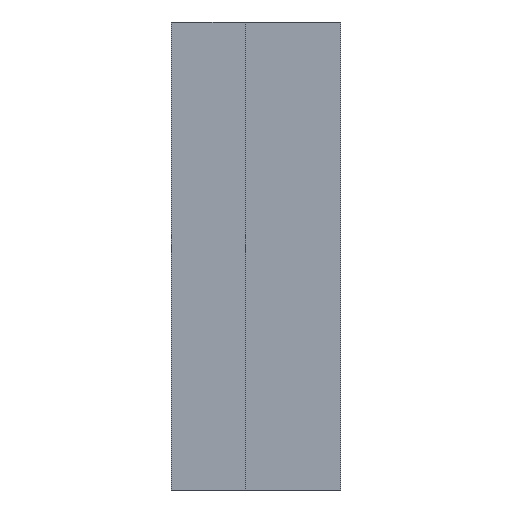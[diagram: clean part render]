
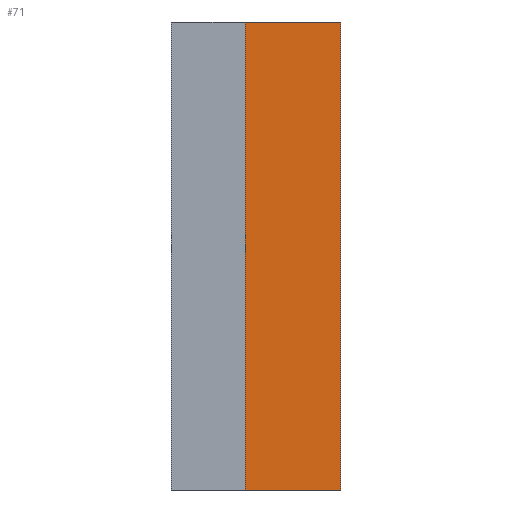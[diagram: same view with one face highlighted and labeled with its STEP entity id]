
A CAD part, front view. The second image highlights one B-rep face of the part: STEP entity #71.
In plain terms, the highlighted planar face has unit normal (0, -1, 0).
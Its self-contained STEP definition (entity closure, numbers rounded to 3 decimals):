
#71=ADVANCED_FACE('',(#127),#99,.F.);
#99=PLANE('',#592);
#127=FACE_OUTER_BOUND('',#155,.T.);
#155=EDGE_LOOP('',(#268,#269,#270,#271));
#268=ORIENTED_EDGE('',*,*,#412,.T.);
#269=ORIENTED_EDGE('',*,*,#413,.F.);
#270=ORIENTED_EDGE('',*,*,#414,.F.);
#271=ORIENTED_EDGE('',*,*,#411,.F.);
#340=VERTEX_POINT('',#831);
#347=VERTEX_POINT('',#844);
#348=VERTEX_POINT('',#848);
#349=VERTEX_POINT('',#850);
#411=EDGE_CURVE('',#347,#340,#483,.T.);
#412=EDGE_CURVE('',#347,#348,#484,.T.);
#413=EDGE_CURVE('',#349,#348,#485,.T.);
#414=EDGE_CURVE('',#340,#349,#486,.T.);
#483=LINE('',#845,#555);
#484=LINE('',#847,#556);
#485=LINE('',#849,#557);
#486=LINE('',#851,#558);
#555=VECTOR('',#694,1.);
#556=VECTOR('',#697,1.);
#557=VECTOR('',#698,1.);
#558=VECTOR('',#699,1.);
#592=AXIS2_PLACEMENT_3D('',#852,#700,#701);
#694=DIRECTION('',(0.,0.,-1.));
#697=DIRECTION('',(-1.,0.,0.));
#698=DIRECTION('',(0.,0.,1.));
#699=DIRECTION('',(-1.,0.,0.));
#700=DIRECTION('',(0.,1.,0.));
#701=DIRECTION('',(-1.,0.,0.));
#831=CARTESIAN_POINT('',(25.4,-12.5,-62.5));
#844=CARTESIAN_POINT('',(25.4,-12.5,62.5));
#845=CARTESIAN_POINT('',(25.4,-12.5,62.5));
#847=CARTESIAN_POINT('',(25.,-12.5,62.5));
#848=CARTESIAN_POINT('',(0.,-12.5,62.5));
#849=CARTESIAN_POINT('',(0.,-12.5,62.5));
#850=CARTESIAN_POINT('',(0.,-12.5,-62.5));
#851=CARTESIAN_POINT('',(25.,-12.5,-62.5));
#852=CARTESIAN_POINT('',(25.,-12.5,62.5));
